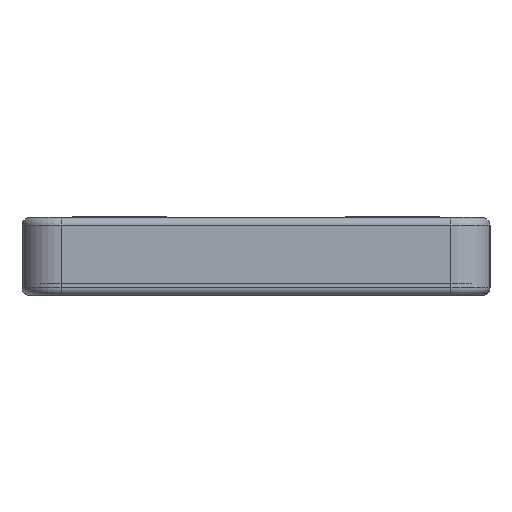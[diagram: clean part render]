
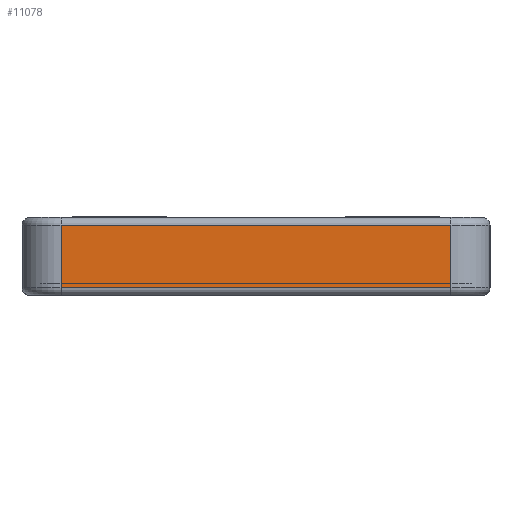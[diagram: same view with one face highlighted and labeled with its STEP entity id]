
A CAD part, left-side view. The second image highlights one B-rep face of the part: STEP entity #11078.
In plain terms, the highlighted planar face has unit normal (-1, 0, 0).
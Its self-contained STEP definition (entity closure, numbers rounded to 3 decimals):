
#10424=CARTESIAN_POINT('',(0.,-25.,1.));
#10425=VERTEX_POINT('',#10424);
#10458=CARTESIAN_POINT('',(0.,25.,1.));
#10459=VERTEX_POINT('',#10458);
#10476=CARTESIAN_POINT('',(0.,-25.,1.));
#10477=DIRECTION('',(0.0,1.0,0.0));
#10478=VECTOR('',#10477,50.0);
#10479=LINE('',#10476,#10478);
#10480=EDGE_CURVE('',#10425,#10459,#10479,.T.);
#10876=CARTESIAN_POINT('',(0.,25.,9.0));
#10877=VERTEX_POINT('',#10876);
#10902=CARTESIAN_POINT('',(0.,-25.,9.));
#10903=VERTEX_POINT('',#10902);
#10913=CARTESIAN_POINT('',(0.,25.,9.));
#10914=DIRECTION('',(0.0,-1.0,0.0));
#10915=VECTOR('',#10914,50.0);
#10916=LINE('',#10913,#10915);
#10917=EDGE_CURVE('',#10877,#10903,#10916,.T.);
#11053=CARTESIAN_POINT('',(0.,-25.,1.));
#11054=DIRECTION('',(0.0,0.0,1.0));
#11055=VECTOR('',#11054,8.);
#11056=LINE('',#11053,#11055);
#11057=EDGE_CURVE('',#10425,#10903,#11056,.T.);
#11062=CARTESIAN_POINT('',(0.,-25.,0.));
#11063=DIRECTION('',(-1.0,0.0,0.0));
#11064=DIRECTION('',(0.0,0.0,-1.0));
#11065=AXIS2_PLACEMENT_3D('',#11062,#11063,#11064);
#11066=PLANE('',#11065);
#11067=ORIENTED_EDGE('',*,*,#10480,.F.);
#11068=ORIENTED_EDGE('',*,*,#11057,.T.);
#11069=ORIENTED_EDGE('',*,*,#10917,.F.);
#11070=CARTESIAN_POINT('',(0.,25.,1.));
#11071=DIRECTION('',(0.0,0.0,1.0));
#11072=VECTOR('',#11071,8.);
#11073=LINE('',#11070,#11072);
#11074=EDGE_CURVE('',#10459,#10877,#11073,.T.);
#11075=ORIENTED_EDGE('',*,*,#11074,.F.);
#11076=EDGE_LOOP('',(#11067,#11068,#11069,#11075));
#11077=FACE_OUTER_BOUND('',#11076,.T.);
#11078=ADVANCED_FACE('',(#11077),#11066,.T.);
